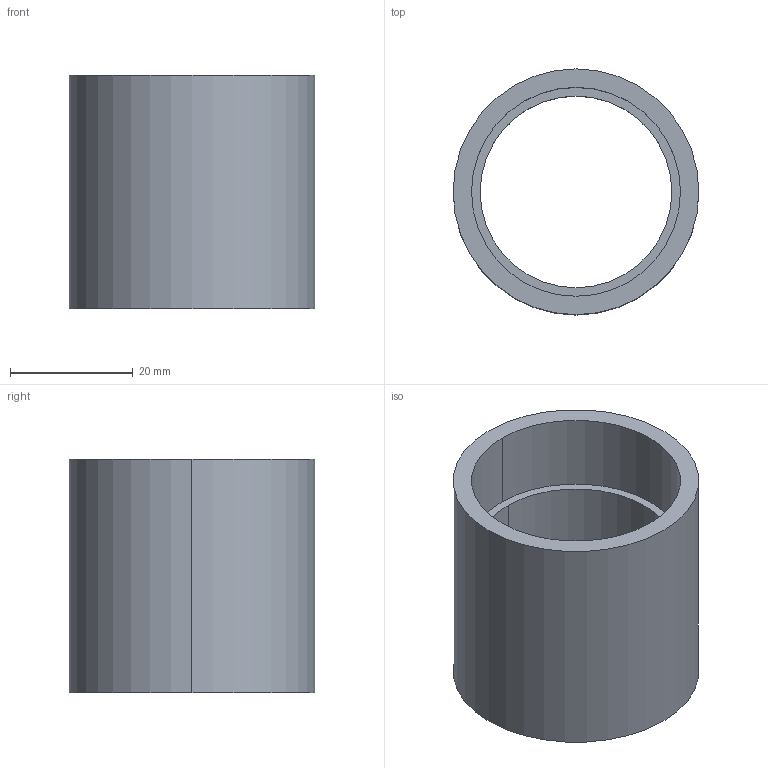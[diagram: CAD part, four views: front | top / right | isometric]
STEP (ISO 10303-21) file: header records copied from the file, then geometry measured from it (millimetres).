
FILE_DESCRIPTION (( 'STEP AP203' ), '1' );
FILE_NAME ('12-0201-11_outokumpu.step', '2015-08-12T08:15:15', ( '' ), ( '' ), 'SwSTEP 2.0', 'SolidWorks 2008', '' );
FILE_SCHEMA (( 'CONFIG_CONTROL_DESIGN' ));
Length unit declared in the file: millimetre
Products named in the file (1): 12-0201-11_outokumpu
Bounding box: 40 x 40 x 38 mm (x, y, z)
Volume: 15057.9 mm3; surface area: 9707.5 mm2
Topology: 1 solids, 1 shells, 12 faces, 24 edges, 16 vertices
Faces by surface type: cylinder 8, plane 4
Entity records: 405 total; most frequent: DIRECTION 66, CARTESIAN_POINT 53, ORIENTED_EDGE 48, AXIS2_PLACEMENT_3D 29, EDGE_CURVE 24, EDGE_LOOP 16, VERTEX_POINT 16, CIRCLE 16
